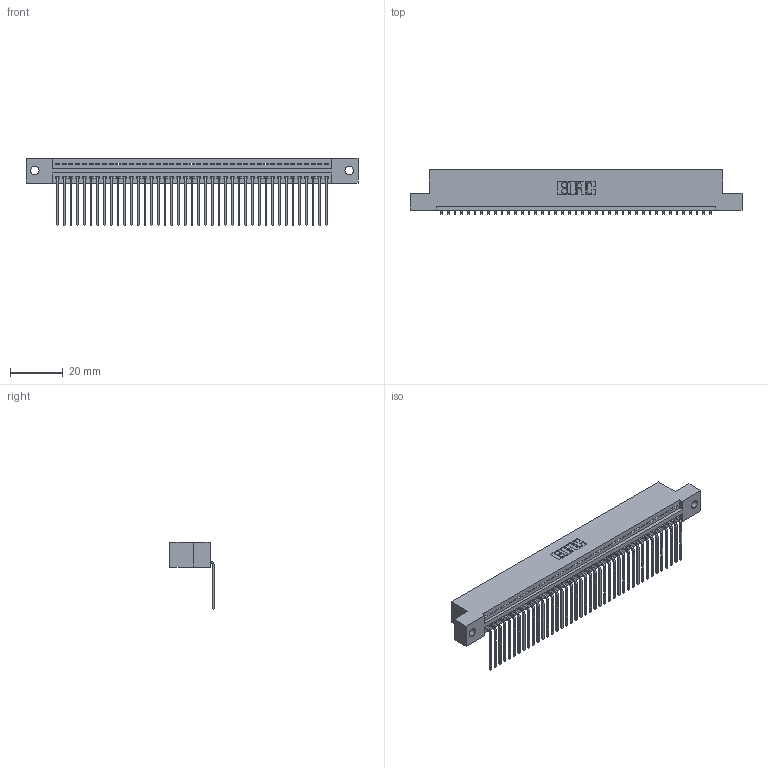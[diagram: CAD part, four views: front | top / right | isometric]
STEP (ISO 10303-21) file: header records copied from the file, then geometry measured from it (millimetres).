
FILE_DESCRIPTION (( 'STEP AP203' ), '1' );
FILE_NAME ('395-041-559-102.STEP', '2018-11-15T06:17:12', ( '' ), ( '' ), 'SwSTEP 2.0', 'SolidWorks 2016', '' );
FILE_SCHEMA (( 'CONFIG_CONTROL_DESIGN' ));
Length unit declared in the file: inch
Products named in the file (3): 345-292-001_558 559 Tail - 1; 345 Part_Flush Mounting Lugs - 0.128 Dia; 395-041-559-102
Assembly tree (42 placements, depth 2):
  395-041-559-102
    345 Part_Flush Mounting Lugs - 0.128 Dia
    345-292-001_558 559 Tail - 1  x41
Bounding box: 125.35 x 16.75 x 25.53 mm (x, y, z)
Volume: 11997.5 mm3; surface area: 16461.2 mm2
Topology: 42 solids, 42 shells, 2586 faces, 7803 edges, 5146 vertices
Faces by surface type: plane 1802, cylinder 784
Entity records: 31079 total; most frequent: CARTESIAN_POINT 5391, ORIENTED_EDGE 5366, DIRECTION 4709, EDGE_CURVE 2683, LINE 2387, VECTOR 2387, VERTEX_POINT 1786, AXIS2_PLACEMENT_3D 1161
